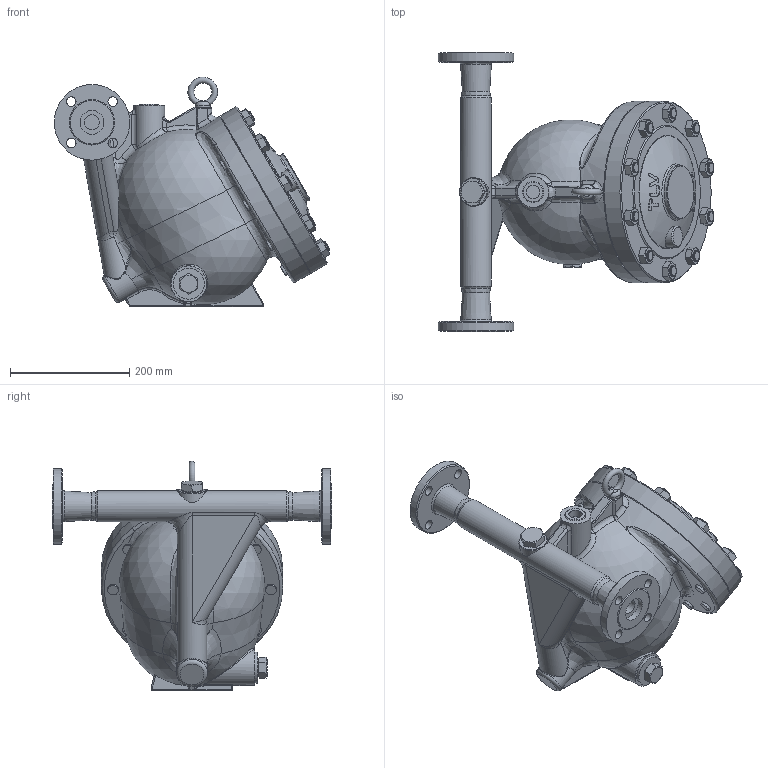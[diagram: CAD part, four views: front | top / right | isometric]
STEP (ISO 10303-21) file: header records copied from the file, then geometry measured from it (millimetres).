
FILE_DESCRIPTION((''),'2;1');
FILE_NAME('gas3n-040-a0150-00.stp','2010-11-02T10:47:12',('nakaot'),(''),'Autodesk Inventor 2008','Autodesk Inventor 2008','');
FILE_SCHEMA(('AUTOMOTIVE_DESIGN { 1 0 10303 214 1 1 1 1 }'));
Length unit declared in the file: millimetre
Products named in the file (1): gas3n-040-a0150-00
Bounding box: 462.93 x 470 x 385.99 mm (x, y, z)
Volume: 17455791.3 mm3; surface area: 685775.9 mm2
Topology: 1 solids, 2 shells, 534 faces, 1243 edges, 756 vertices
Faces by surface type: plane 189, bspline 119, cylinder 112, cone 97, torus 9, sphere 8
Full cylindrical faces by diameter (mm): 16 x4, 18 x26, 25 x3, 35 x1, 36 x1, 40 x1, 52 x3, 90 x1, 127 x1, 245 x1, 305 x2
Entity records: 26337 total; most frequent: CARTESIAN_POINT 15639, ORIENTED_EDGE 2208, DIRECTION 2055, EDGE_CURVE 1104, AXIS2_PLACEMENT_3D 888, VERTEX_POINT 725, EDGE_LOOP 721, FACE_OUTER_BOUND 534
